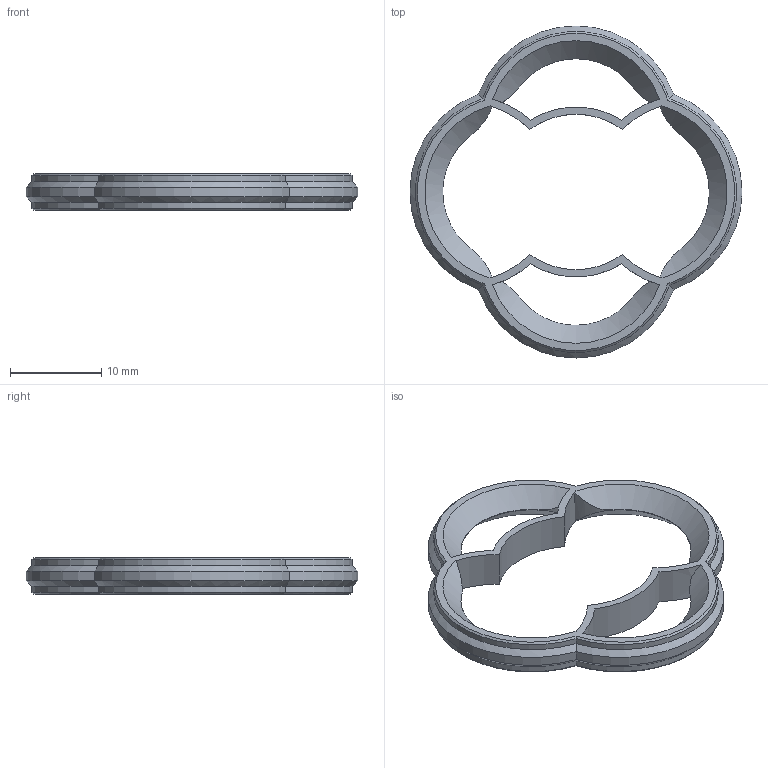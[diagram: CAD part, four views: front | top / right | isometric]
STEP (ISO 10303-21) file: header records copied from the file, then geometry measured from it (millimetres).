
FILE_DESCRIPTION(/* description */ (''),/* implementation_level */ '2;1');
FILE_NAME(/* name */ 'bushing_double_inset.step',/* time_stamp */ '2025-11-21T20:28:33Z',/* author */ (''),/* organization */ (''),/* preprocessor_version */ 'ST-DEVELOPER v20.1',/* originating_system */ 'Autodesk Translation Framework v14.21.0.0',/* authorisation */ '');
FILE_SCHEMA (('AUTOMOTIVE_DESIGN { 1 0 10303 214 3 1 1 }'));
Length unit declared in the file: millimetre
Products named in the file (1): Bushing - Full Inset
Bounding box: 36.37 x 36.37 x 4 mm (x, y, z)
Volume: 1018.6 mm3; surface area: 1556.9 mm2
Topology: 1 solids, 1 shells, 66 faces, 168 edges, 104 vertices
Faces by surface type: cylinder 32, cone 24, bspline 8, plane 2
Entity records: 2528 total; most frequent: CARTESIAN_POINT 983, ORIENTED_EDGE 336, DIRECTION 294, EDGE_CURVE 168, AXIS2_PLACEMENT_3D 131, VERTEX_POINT 104, CIRCLE 72, EDGE_LOOP 72
